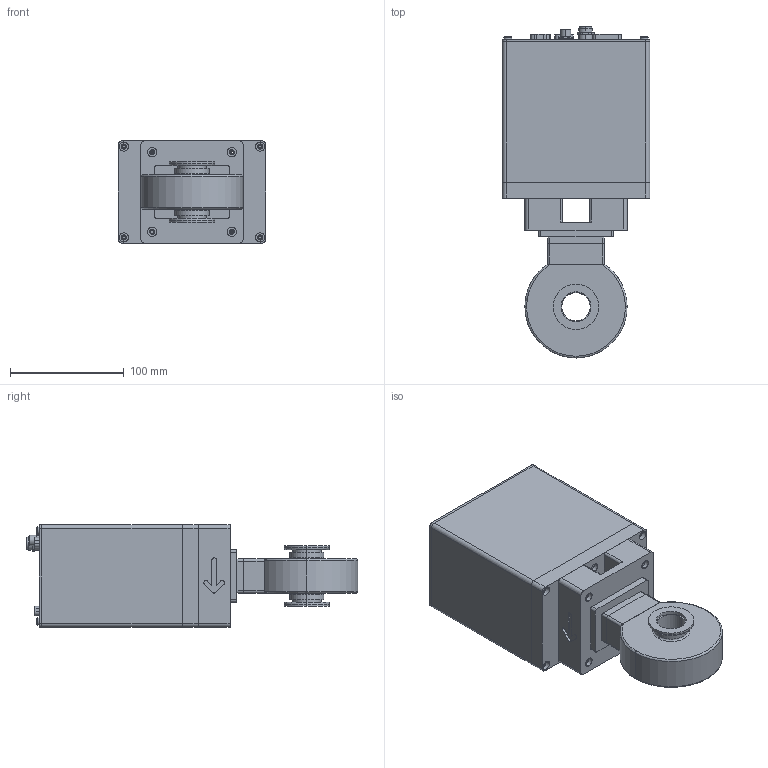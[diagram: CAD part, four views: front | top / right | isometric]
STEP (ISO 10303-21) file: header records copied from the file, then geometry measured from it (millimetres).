
FILE_DESCRIPTION (( 'STEP AP214' ), '1' );
FILE_NAME ('BFV-KF25-SST-RS232_Butterfly Valve_KF25_FLANGES_MOTORIZED.STEP', '2025-06-30T19:53:51', ( '' ), ( '' ), 'SwSTEP 2.0', 'SolidWorks 2023', '' );
FILE_SCHEMA (( 'AUTOMOTIVE_DESIGN' ));
Length unit declared in the file: inch
Products named in the file (1): BFV-KF25-SST-RS232_Butterfly Valve_KF25_FLANGES_MOTORIZED
Bounding box: 130 x 292 x 90 mm (x, y, z)
Surface area: 187148.9 mm2 (no closed solid volume)
Topology: 0 solids, 54 shells, 930 faces, 3346 edges, 2442 vertices
Faces by surface type: cylinder 563, plane 232, cone 85, torus 22, bspline 20, sphere 8
Entity records: 38166 total; most frequent: CARTESIAN_POINT 9202, DIRECTION 6410, ORIENTED_EDGE 5134, EDGE_CURVE 3340, VERTEX_POINT 2442, AXIS2_PLACEMENT_3D 2333, VECTOR 1744, LINE 1744
